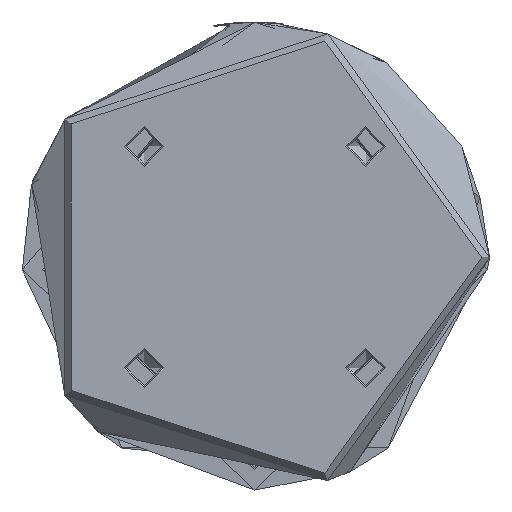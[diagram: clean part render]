
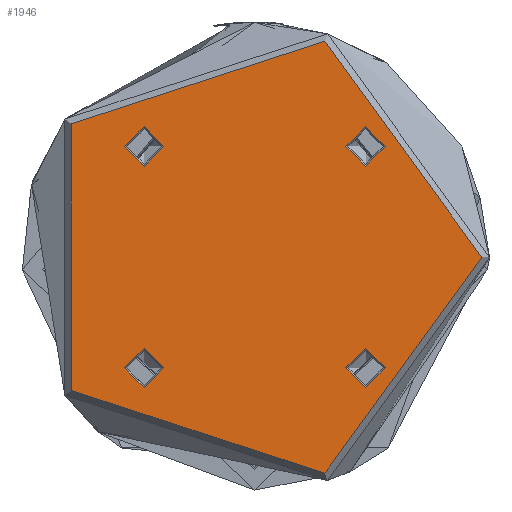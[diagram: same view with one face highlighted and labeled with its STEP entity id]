
A CAD part, front view. The second image highlights one B-rep face of the part: STEP entity #1946.
In plain terms, the highlighted face is planar.
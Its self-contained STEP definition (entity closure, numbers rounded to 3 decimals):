
#111 = DIRECTION ( 'NONE',  ( 0., 0., 1. ) ) ;
#383 = CIRCLE ( 'NONE', #3719, 5.025 ) ;
#441 = EDGE_CURVE ( 'NONE', #4345, #4345, #3417, .T. ) ;
#457 = ORIENTED_EDGE ( 'NONE', *, *, #3274, .F. ) ;
#624 = ORIENTED_EDGE ( 'NONE', *, *, #441, .T. ) ;
#729 = EDGE_CURVE ( 'NONE', #2138, #2138, #2573, .T. ) ;
#734 = DIRECTION ( 'NONE',  ( 0., 0., 1. ) ) ;
#877 = EDGE_LOOP ( 'NONE', ( #457 ) ) ;
#896 = DIRECTION ( 'NONE',  ( 0., 0., -1. ) ) ;
#1092 = CARTESIAN_POINT ( 'NONE',  ( -23.259, 28.284, 0. ) ) ;
#1389 = DIRECTION ( 'NONE',  ( 0., 0., 1. ) ) ;
#1498 = CARTESIAN_POINT ( 'NONE',  ( 58., 0., 0. ) ) ;
#1534 = DIRECTION ( 'NONE',  ( 0., 0., 1. ) ) ;
#1538 = CARTESIAN_POINT ( 'NONE',  ( -23.259, -28.284, 0. ) ) ;
#1653 = AXIS2_PLACEMENT_3D ( 'NONE', #2604, #111, #3023 ) ;
#1923 = CARTESIAN_POINT ( 'NONE',  ( 33.309, 28.284, 0. ) ) ;
#1930 = ORIENTED_EDGE ( 'NONE', *, *, #2572, .F. ) ;
#1946 = ADVANCED_FACE ( 'NONE', ( #2728, #2591, #2417, #2528, #3302 ), #3389, .F. ) ;
#1947 = CARTESIAN_POINT ( 'NONE',  ( 33.309, -28.284, 0. ) ) ;
#2138 = VERTEX_POINT ( 'NONE', #1923 ) ;
#2154 = CARTESIAN_POINT ( 'NONE',  ( 0., 0., 0. ) ) ;
#2183 = DIRECTION ( 'NONE',  ( 0., 0., 1. ) ) ;
#2417 = FACE_BOUND ( 'NONE', #877, .T. ) ;
#2528 = FACE_BOUND ( 'NONE', #4475, .T. ) ;
#2554 = EDGE_LOOP ( 'NONE', ( #624 ) ) ;
#2572 = EDGE_CURVE ( 'NONE', #2981, #2981, #4654, .T. ) ;
#2573 = CIRCLE ( 'NONE', #3594, 5.025 ) ;
#2583 = VERTEX_POINT ( 'NONE', #1538 ) ;
#2591 = FACE_BOUND ( 'NONE', #5231, .T. ) ;
#2604 = CARTESIAN_POINT ( 'NONE',  ( 0., 0., 0. ) ) ;
#2728 = FACE_BOUND ( 'NONE', #3036, .T. ) ;
#2981 = VERTEX_POINT ( 'NONE', #1092 ) ;
#3023 = DIRECTION ( 'NONE',  ( 1., 0., 0. ) ) ;
#3036 = EDGE_LOOP ( 'NONE', ( #1930 ) ) ;
#3133 = CIRCLE ( 'NONE', #5155, 5.025 ) ;
#3228 = CARTESIAN_POINT ( 'NONE',  ( -28.284, -28.284, 0. ) ) ;
#3274 = EDGE_CURVE ( 'NONE', #3946, #3946, #3133, .T. ) ;
#3302 = FACE_OUTER_BOUND ( 'NONE', #2554, .T. ) ;
#3389 = PLANE ( 'NONE',  #5115 ) ;
#3417 = CIRCLE ( 'NONE', #1653, 58. ) ;
#3594 = AXIS2_PLACEMENT_3D ( 'NONE', #4674, #2183, #5079 ) ;
#3640 = DIRECTION ( 'NONE',  ( 1., 0., 0. ) ) ;
#3719 = AXIS2_PLACEMENT_3D ( 'NONE', #3228, #734, #3640 ) ;
#3770 = ORIENTED_EDGE ( 'NONE', *, *, #729, .F. ) ;
#3806 = DIRECTION ( 'NONE',  ( -1., 0., 0. ) ) ;
#3878 = CARTESIAN_POINT ( 'NONE',  ( 28.284, -28.284, 0. ) ) ;
#3946 = VERTEX_POINT ( 'NONE', #1947 ) ;
#4027 = CARTESIAN_POINT ( 'NONE',  ( -28.284, 28.284, 0. ) ) ;
#4085 = AXIS2_PLACEMENT_3D ( 'NONE', #4027, #1534, #4438 ) ;
#4133 = ORIENTED_EDGE ( 'NONE', *, *, #5034, .F. ) ;
#4302 = DIRECTION ( 'NONE',  ( 1., 0., 0. ) ) ;
#4345 = VERTEX_POINT ( 'NONE', #1498 ) ;
#4438 = DIRECTION ( 'NONE',  ( 1., 0., 0. ) ) ;
#4475 = EDGE_LOOP ( 'NONE', ( #4133 ) ) ;
#4654 = CIRCLE ( 'NONE', #4085, 5.025 ) ;
#4674 = CARTESIAN_POINT ( 'NONE',  ( 28.284, 28.284, 0. ) ) ;
#5034 = EDGE_CURVE ( 'NONE', #2583, #2583, #383, .T. ) ;
#5079 = DIRECTION ( 'NONE',  ( 1., 0., 0. ) ) ;
#5115 = AXIS2_PLACEMENT_3D ( 'NONE', #2154, #896, #3806 ) ;
#5155 = AXIS2_PLACEMENT_3D ( 'NONE', #3878, #1389, #4302 ) ;
#5231 = EDGE_LOOP ( 'NONE', ( #3770 ) ) ;
